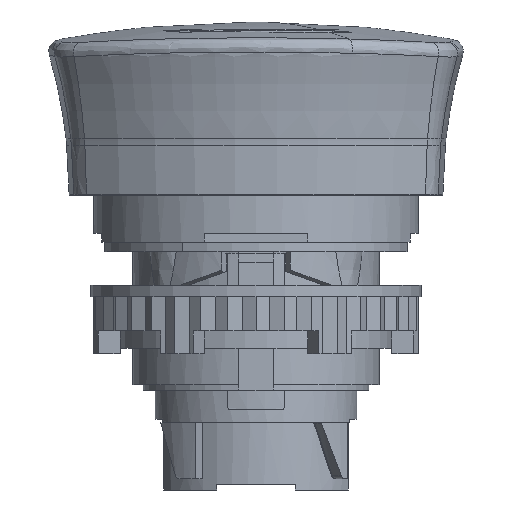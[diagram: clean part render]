
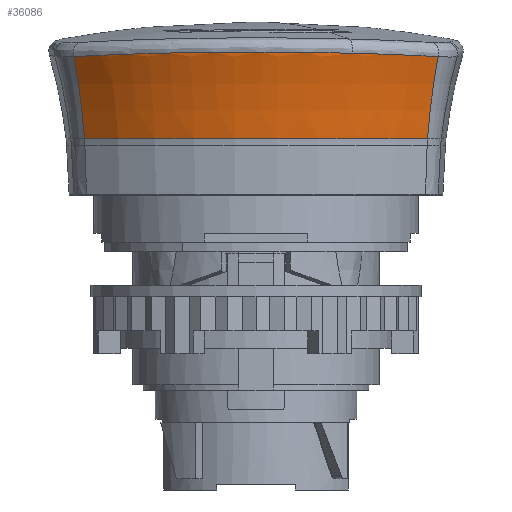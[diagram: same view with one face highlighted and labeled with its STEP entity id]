
A CAD part, front view. The second image highlights one B-rep face of the part: STEP entity #36086.
In plain terms, the highlighted toroidal (fillet/blend) face has major radius 68 mm and minor radius 45 mm.
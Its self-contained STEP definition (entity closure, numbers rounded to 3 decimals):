
#35358=AXIS2_PLACEMENT_3D('Circle Axis2P3D',#35356,#35357,$) ;
#36043=AXIS2_PLACEMENT_3D('Torus Axis2P3D',#36040,#36041,#36042) ;
#36071=AXIS2_PLACEMENT_3D('Circle Axis2P3D',#36069,#36070,$) ;
#36076=AXIS2_PLACEMENT_3D('Circle Axis2P3D',#36074,#36075,$) ;
#35353=CARTESIAN_POINT('Vertex',(-18.373,1.226,7.568)) ;
#35356=CARTESIAN_POINT('Axis2P3D Location',(3.65,-6.322,7.568)) ;
#35360=CARTESIAN_POINT('Vertex',(8.125,16.524,7.568)) ;
#36040=CARTESIAN_POINT('Axis2P3D Location',(3.65,-6.322,2.55)) ;
#36046=CARTESIAN_POINT('Control Point',(-19.744,1.696,14.907)) ;
#36047=CARTESIAN_POINT('Control Point',(-19.006,3.941,15.012)) ;
#36048=CARTESIAN_POINT('Control Point',(-18.003,6.015,15.097)) ;
#36049=CARTESIAN_POINT('Control Point',(-16.795,7.888,15.164)) ;
#36050=CARTESIAN_POINT('Control Point',(-15.421,9.56,15.214)) ;
#36051=CARTESIAN_POINT('Vertex',(-19.744,1.696,14.907)) ;
#36053=CARTESIAN_POINT('Vertex',(-15.421,9.56,15.214)) ;
#36057=CARTESIAN_POINT('Control Point',(-15.421,9.56,15.214)) ;
#36058=CARTESIAN_POINT('Control Point',(-13.26,12.192,15.293)) ;
#36059=CARTESIAN_POINT('Control Point',(-10.711,14.359,15.332)) ;
#36060=CARTESIAN_POINT('Control Point',(-7.874,16.063,15.336)) ;
#36061=CARTESIAN_POINT('Control Point',(-3.037,17.986,15.287)) ;
#36062=CARTESIAN_POINT('Control Point',(2.331,18.556,15.142)) ;
#36063=CARTESIAN_POINT('Control Point',(4.323,18.571,15.078)) ;
#36064=CARTESIAN_POINT('Control Point',(6.357,18.374,14.999)) ;
#36065=CARTESIAN_POINT('Control Point',(8.404,17.947,14.907)) ;
#36066=CARTESIAN_POINT('Vertex',(8.404,17.947,14.907)) ;
#36069=CARTESIAN_POINT('Axis2P3D Location',(16.721,60.41,2.55)) ;
#36074=CARTESIAN_POINT('Axis2P3D Location',(-60.677,15.724,2.55)) ;
#35357=DIRECTION('Axis2P3D Direction',(0.,0.,-1.)) ;
#36041=DIRECTION('Axis2P3D Direction',(0.,0.,-1.)) ;
#36042=DIRECTION('Axis2P3D XDirection',(-0.946,0.324,0.)) ;
#36070=DIRECTION('Axis2P3D Direction',(-0.981,0.192,0.)) ;
#36075=DIRECTION('Axis2P3D Direction',(-0.324,-0.946,0.)) ;
#36080=ORIENTED_EDGE('',*,*,#36055,.T.) ;
#36081=ORIENTED_EDGE('',*,*,#36068,.T.) ;
#36082=ORIENTED_EDGE('',*,*,#36073,.F.) ;
#36083=ORIENTED_EDGE('',*,*,#35362,.F.) ;
#36084=ORIENTED_EDGE('',*,*,#36078,.T.) ;
#36086=ADVANCED_FACE('Corps de pi\X2\00E8\X0\ce.32 ( *SOL2098 - wsp *MASTER -  _erreur_pendant_mise_\X2\00E0\X0\_jour_de_V5 )',(#36085),#36044,.F.) ;
#36045=B_SPLINE_CURVE_WITH_KNOTS('',4,(#36046,#36047,#36048,#36049,#36050),.UNSPECIFIED.,.F.,.U.,(5,5),(99.233,152.736),.UNSPECIFIED.) ;
#36056=B_SPLINE_CURVE_WITH_KNOTS('',5,(#36057,#36058,#36059,#36060,#36061,#36062,#36063,#36064,#36065),.UNSPECIFIED.,.F.,.U.,(6,3,6),(0.,105.204,164.344),.UNSPECIFIED.) ;
#35359=CIRCLE('generated circle',#35358,23.281) ;
#36072=CIRCLE('generated circle',#36071,45.) ;
#36077=CIRCLE('generated circle',#36076,45.) ;
#36044=TOROIDAL_SURFACE('homeo Torus',#36043,68.,45.) ;
#35362=EDGE_CURVE('',#35354,#35361,#35359,.T.) ;
#36055=EDGE_CURVE('',#36052,#36054,#36045,.T.) ;
#36068=EDGE_CURVE('',#36054,#36067,#36056,.T.) ;
#36073=EDGE_CURVE('',#35361,#36067,#36072,.T.) ;
#36078=EDGE_CURVE('',#35354,#36052,#36077,.T.) ;
#36079=EDGE_LOOP('',(#36080,#36081,#36082,#36083,#36084)) ;
#36085=FACE_OUTER_BOUND('',#36079,.T.) ;
#35354=VERTEX_POINT('',#35353) ;
#35361=VERTEX_POINT('',#35360) ;
#36052=VERTEX_POINT('',#36051) ;
#36054=VERTEX_POINT('',#36053) ;
#36067=VERTEX_POINT('',#36066) ;
